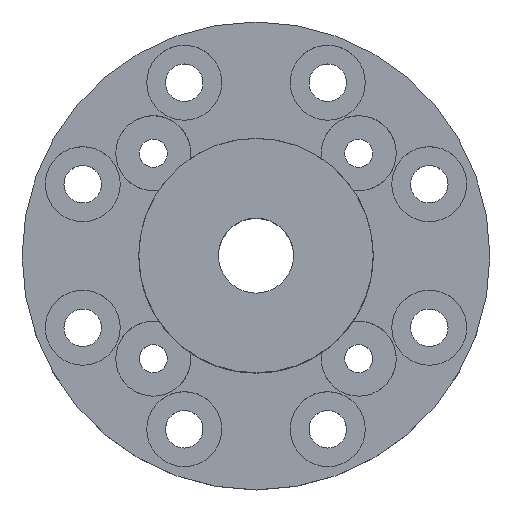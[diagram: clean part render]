
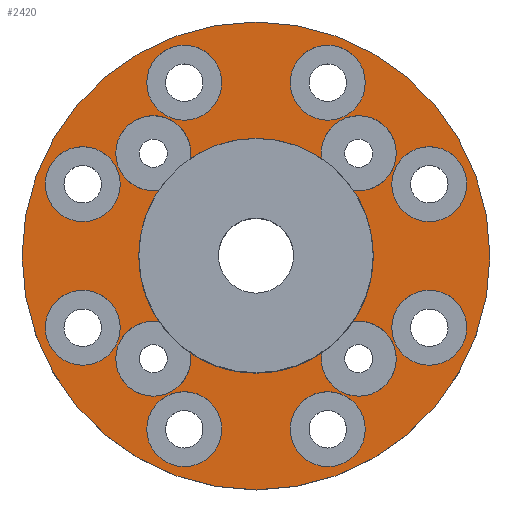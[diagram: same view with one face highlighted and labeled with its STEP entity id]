
A CAD part, top view. The second image highlights one B-rep face of the part: STEP entity #2420.
In plain terms, the highlighted planar face has unit normal (0, 0, 1).
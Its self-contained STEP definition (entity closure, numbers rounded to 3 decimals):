
#121=FACE_BOUND('',#418,.T.);
#122=FACE_BOUND('',#419,.T.);
#123=FACE_BOUND('',#420,.T.);
#124=FACE_BOUND('',#421,.T.);
#125=FACE_BOUND('',#422,.T.);
#126=FACE_BOUND('',#423,.T.);
#127=FACE_BOUND('',#424,.T.);
#128=FACE_BOUND('',#425,.T.);
#129=FACE_BOUND('',#426,.T.);
#160=PLANE('',#2609);
#266=FACE_OUTER_BOUND('',#417,.T.);
#417=EDGE_LOOP('',(#1689));
#418=EDGE_LOOP('',(#1690,#1691,#1692,#1693,#1694,#1695,#1696,#1697,#1698,
#1699,#1700,#1701,#1702));
#419=EDGE_LOOP('',(#1703));
#420=EDGE_LOOP('',(#1704));
#421=EDGE_LOOP('',(#1705));
#422=EDGE_LOOP('',(#1706));
#423=EDGE_LOOP('',(#1707));
#424=EDGE_LOOP('',(#1708));
#425=EDGE_LOOP('',(#1709));
#426=EDGE_LOOP('',(#1710));
#847=CIRCLE('',#2534,4.);
#850=CIRCLE('',#2539,4.);
#853=CIRCLE('',#2544,4.);
#855=CIRCLE('',#2546,4.);
#859=CIRCLE('',#2553,4.);
#861=CIRCLE('',#2555,4.);
#865=CIRCLE('',#2562,4.);
#868=CIRCLE('',#2567,4.);
#871=CIRCLE('',#2572,4.);
#874=CIRCLE('',#2577,4.);
#877=CIRCLE('',#2582,4.);
#879=CIRCLE('',#2584,4.);
#883=CIRCLE('',#2591,4.);
#885=CIRCLE('',#2593,4.);
#889=CIRCLE('',#2600,4.);
#892=CIRCLE('',#2605,4.);
#895=CIRCLE('',#2610,24.95);
#896=CIRCLE('',#2611,12.5);
#897=CIRCLE('',#2612,12.5);
#898=CIRCLE('',#2613,12.5);
#899=CIRCLE('',#2614,12.5);
#900=CIRCLE('',#2615,12.5);
#981=VERTEX_POINT('',#3504);
#984=VERTEX_POINT('',#3513);
#987=VERTEX_POINT('',#3522);
#988=VERTEX_POINT('',#3523);
#989=VERTEX_POINT('',#3525);
#992=VERTEX_POINT('',#3537);
#993=VERTEX_POINT('',#3538);
#994=VERTEX_POINT('',#3540);
#997=VERTEX_POINT('',#3552);
#1000=VERTEX_POINT('',#3561);
#1003=VERTEX_POINT('',#3570);
#1006=VERTEX_POINT('',#3579);
#1009=VERTEX_POINT('',#3588);
#1010=VERTEX_POINT('',#3589);
#1011=VERTEX_POINT('',#3591);
#1014=VERTEX_POINT('',#3603);
#1015=VERTEX_POINT('',#3604);
#1016=VERTEX_POINT('',#3606);
#1019=VERTEX_POINT('',#3618);
#1022=VERTEX_POINT('',#3627);
#1025=VERTEX_POINT('',#3636);
#1026=VERTEX_POINT('',#3639);
#1227=EDGE_CURVE('',#981,#981,#847,.T.);
#1231=EDGE_CURVE('',#984,#984,#850,.T.);
#1235=EDGE_CURVE('',#987,#988,#853,.T.);
#1237=EDGE_CURVE('',#988,#989,#855,.T.);
#1242=EDGE_CURVE('',#992,#993,#859,.T.);
#1244=EDGE_CURVE('',#993,#994,#861,.T.);
#1249=EDGE_CURVE('',#997,#997,#865,.T.);
#1253=EDGE_CURVE('',#1000,#1000,#868,.T.);
#1257=EDGE_CURVE('',#1003,#1003,#871,.T.);
#1261=EDGE_CURVE('',#1006,#1006,#874,.T.);
#1265=EDGE_CURVE('',#1009,#1010,#877,.T.);
#1267=EDGE_CURVE('',#1010,#1011,#879,.T.);
#1272=EDGE_CURVE('',#1014,#1015,#883,.T.);
#1274=EDGE_CURVE('',#1015,#1016,#885,.T.);
#1279=EDGE_CURVE('',#1019,#1019,#889,.T.);
#1283=EDGE_CURVE('',#1022,#1022,#892,.T.);
#1287=EDGE_CURVE('',#1025,#1025,#895,.T.);
#1288=EDGE_CURVE('',#1009,#989,#896,.T.);
#1289=EDGE_CURVE('',#1026,#1011,#897,.T.);
#1290=EDGE_CURVE('',#992,#1026,#898,.T.);
#1291=EDGE_CURVE('',#1014,#994,#899,.T.);
#1292=EDGE_CURVE('',#987,#1016,#900,.T.);
#1689=ORIENTED_EDGE('',*,*,#1287,.T.);
#1690=ORIENTED_EDGE('',*,*,#1235,.T.);
#1691=ORIENTED_EDGE('',*,*,#1237,.T.);
#1692=ORIENTED_EDGE('',*,*,#1288,.F.);
#1693=ORIENTED_EDGE('',*,*,#1265,.T.);
#1694=ORIENTED_EDGE('',*,*,#1267,.T.);
#1695=ORIENTED_EDGE('',*,*,#1289,.F.);
#1696=ORIENTED_EDGE('',*,*,#1290,.F.);
#1697=ORIENTED_EDGE('',*,*,#1242,.T.);
#1698=ORIENTED_EDGE('',*,*,#1244,.T.);
#1699=ORIENTED_EDGE('',*,*,#1291,.F.);
#1700=ORIENTED_EDGE('',*,*,#1272,.T.);
#1701=ORIENTED_EDGE('',*,*,#1274,.T.);
#1702=ORIENTED_EDGE('',*,*,#1292,.F.);
#1703=ORIENTED_EDGE('',*,*,#1283,.T.);
#1704=ORIENTED_EDGE('',*,*,#1279,.T.);
#1705=ORIENTED_EDGE('',*,*,#1261,.T.);
#1706=ORIENTED_EDGE('',*,*,#1257,.T.);
#1707=ORIENTED_EDGE('',*,*,#1253,.T.);
#1708=ORIENTED_EDGE('',*,*,#1249,.T.);
#1709=ORIENTED_EDGE('',*,*,#1231,.T.);
#1710=ORIENTED_EDGE('',*,*,#1227,.T.);
#2420=ADVANCED_FACE('',(#266,#121,#122,#123,#124,#125,#126,#127,#128,#129),
#160,.T.);
#2534=AXIS2_PLACEMENT_3D('',#3505,#2810,#2811);
#2539=AXIS2_PLACEMENT_3D('',#3514,#2821,#2822);
#2544=AXIS2_PLACEMENT_3D('',#3524,#2832,#2833);
#2546=AXIS2_PLACEMENT_3D('',#3527,#2836,#2837);
#2553=AXIS2_PLACEMENT_3D('',#3539,#2851,#2852);
#2555=AXIS2_PLACEMENT_3D('',#3542,#2855,#2856);
#2562=AXIS2_PLACEMENT_3D('',#3553,#2870,#2871);
#2567=AXIS2_PLACEMENT_3D('',#3562,#2881,#2882);
#2572=AXIS2_PLACEMENT_3D('',#3571,#2892,#2893);
#2577=AXIS2_PLACEMENT_3D('',#3580,#2903,#2904);
#2582=AXIS2_PLACEMENT_3D('',#3590,#2914,#2915);
#2584=AXIS2_PLACEMENT_3D('',#3593,#2918,#2919);
#2591=AXIS2_PLACEMENT_3D('',#3605,#2933,#2934);
#2593=AXIS2_PLACEMENT_3D('',#3608,#2937,#2938);
#2600=AXIS2_PLACEMENT_3D('',#3619,#2952,#2953);
#2605=AXIS2_PLACEMENT_3D('',#3628,#2963,#2964);
#2609=AXIS2_PLACEMENT_3D('',#3635,#2972,#2973);
#2610=AXIS2_PLACEMENT_3D('',#3637,#2974,#2975);
#2611=AXIS2_PLACEMENT_3D('',#3638,#2976,#2977);
#2612=AXIS2_PLACEMENT_3D('',#3640,#2978,#2979);
#2613=AXIS2_PLACEMENT_3D('',#3641,#2980,#2981);
#2614=AXIS2_PLACEMENT_3D('',#3642,#2982,#2983);
#2615=AXIS2_PLACEMENT_3D('',#3643,#2984,#2985);
#2810=DIRECTION('center_axis',(0.,0.,-1.));
#2811=DIRECTION('ref_axis',(1.,0.,0.));
#2821=DIRECTION('center_axis',(0.,0.,-1.));
#2822=DIRECTION('ref_axis',(1.,0.,0.));
#2832=DIRECTION('center_axis',(0.,0.,-1.));
#2833=DIRECTION('ref_axis',(1.,0.,0.));
#2836=DIRECTION('center_axis',(0.,0.,-1.));
#2837=DIRECTION('ref_axis',(1.,0.,0.));
#2851=DIRECTION('center_axis',(0.,0.,-1.));
#2852=DIRECTION('ref_axis',(1.,0.,0.));
#2855=DIRECTION('center_axis',(0.,0.,-1.));
#2856=DIRECTION('ref_axis',(1.,0.,0.));
#2870=DIRECTION('center_axis',(0.,0.,-1.));
#2871=DIRECTION('ref_axis',(1.,0.,0.));
#2881=DIRECTION('center_axis',(0.,0.,-1.));
#2882=DIRECTION('ref_axis',(1.,0.,0.));
#2892=DIRECTION('center_axis',(0.,0.,-1.));
#2893=DIRECTION('ref_axis',(1.,0.,0.));
#2903=DIRECTION('center_axis',(0.,0.,-1.));
#2904=DIRECTION('ref_axis',(1.,0.,0.));
#2914=DIRECTION('center_axis',(0.,0.,-1.));
#2915=DIRECTION('ref_axis',(1.,0.,0.));
#2918=DIRECTION('center_axis',(0.,0.,-1.));
#2919=DIRECTION('ref_axis',(1.,0.,0.));
#2933=DIRECTION('center_axis',(0.,0.,-1.));
#2934=DIRECTION('ref_axis',(1.,0.,0.));
#2937=DIRECTION('center_axis',(0.,0.,-1.));
#2938=DIRECTION('ref_axis',(1.,0.,0.));
#2952=DIRECTION('center_axis',(0.,0.,-1.));
#2953=DIRECTION('ref_axis',(1.,0.,0.));
#2963=DIRECTION('center_axis',(0.,0.,-1.));
#2964=DIRECTION('ref_axis',(1.,0.,0.));
#2972=DIRECTION('center_axis',(0.,0.,1.));
#2973=DIRECTION('ref_axis',(1.,0.,0.));
#2974=DIRECTION('center_axis',(0.,0.,1.));
#2975=DIRECTION('ref_axis',(1.,0.,0.));
#2976=DIRECTION('center_axis',(0.,0.,1.));
#2977=DIRECTION('ref_axis',(1.,0.,0.));
#2978=DIRECTION('center_axis',(0.,0.,1.));
#2979=DIRECTION('ref_axis',(1.,0.,0.));
#2980=DIRECTION('center_axis',(0.,0.,1.));
#2981=DIRECTION('ref_axis',(1.,0.,0.));
#2982=DIRECTION('center_axis',(0.,0.,1.));
#2983=DIRECTION('ref_axis',(1.,0.,0.));
#2984=DIRECTION('center_axis',(0.,0.,1.));
#2985=DIRECTION('ref_axis',(1.,0.,0.));
#3504=CARTESIAN_POINT('',(3.654,18.478,0.));
#3505=CARTESIAN_POINT('Origin',(7.654,18.478,0.));
#3513=CARTESIAN_POINT('',(-11.654,-18.478,0.));
#3514=CARTESIAN_POINT('Origin',(-7.654,-18.478,0.));
#3522=CARTESIAN_POINT('',(10.352,-7.007,0.));
#3523=CARTESIAN_POINT('',(6.96,-10.96,0.));
#3524=CARTESIAN_POINT('Origin',(10.96,-10.96,0.));
#3525=CARTESIAN_POINT('',(7.007,-10.352,0.));
#3527=CARTESIAN_POINT('Origin',(10.96,-10.96,0.));
#3537=CARTESIAN_POINT('',(-10.352,7.007,0.));
#3538=CARTESIAN_POINT('',(-14.96,10.96,0.));
#3539=CARTESIAN_POINT('Origin',(-10.96,10.96,0.));
#3540=CARTESIAN_POINT('',(-7.007,10.352,0.));
#3542=CARTESIAN_POINT('Origin',(-10.96,10.96,0.));
#3552=CARTESIAN_POINT('',(-22.478,-7.654,0.));
#3553=CARTESIAN_POINT('Origin',(-18.478,-7.654,0.));
#3561=CARTESIAN_POINT('',(14.478,7.654,0.));
#3562=CARTESIAN_POINT('Origin',(18.478,7.654,0.));
#3570=CARTESIAN_POINT('',(-11.654,18.478,0.));
#3571=CARTESIAN_POINT('Origin',(-7.654,18.478,0.));
#3579=CARTESIAN_POINT('',(3.654,-18.478,0.));
#3580=CARTESIAN_POINT('Origin',(7.654,-18.478,0.));
#3588=CARTESIAN_POINT('',(-7.007,-10.352,0.));
#3589=CARTESIAN_POINT('',(-14.96,-10.96,0.));
#3590=CARTESIAN_POINT('Origin',(-10.96,-10.96,0.));
#3591=CARTESIAN_POINT('',(-10.352,-7.007,0.));
#3593=CARTESIAN_POINT('Origin',(-10.96,-10.96,0.));
#3603=CARTESIAN_POINT('',(7.007,10.352,0.));
#3604=CARTESIAN_POINT('',(6.96,10.96,0.));
#3605=CARTESIAN_POINT('Origin',(10.96,10.96,0.));
#3606=CARTESIAN_POINT('',(10.352,7.007,0.));
#3608=CARTESIAN_POINT('Origin',(10.96,10.96,0.));
#3618=CARTESIAN_POINT('',(-22.478,7.654,0.));
#3619=CARTESIAN_POINT('Origin',(-18.478,7.654,0.));
#3627=CARTESIAN_POINT('',(14.478,-7.654,0.));
#3628=CARTESIAN_POINT('Origin',(18.478,-7.654,0.));
#3635=CARTESIAN_POINT('Origin',(0.,0.,0.));
#3636=CARTESIAN_POINT('',(-24.95,0.,0.));
#3637=CARTESIAN_POINT('Origin',(0.,0.,0.));
#3638=CARTESIAN_POINT('Origin',(0.,0.,0.));
#3639=CARTESIAN_POINT('',(-12.5,0.,0.));
#3640=CARTESIAN_POINT('Origin',(0.,0.,0.));
#3641=CARTESIAN_POINT('Origin',(0.,0.,0.));
#3642=CARTESIAN_POINT('Origin',(0.,0.,0.));
#3643=CARTESIAN_POINT('Origin',(0.,0.,0.));
